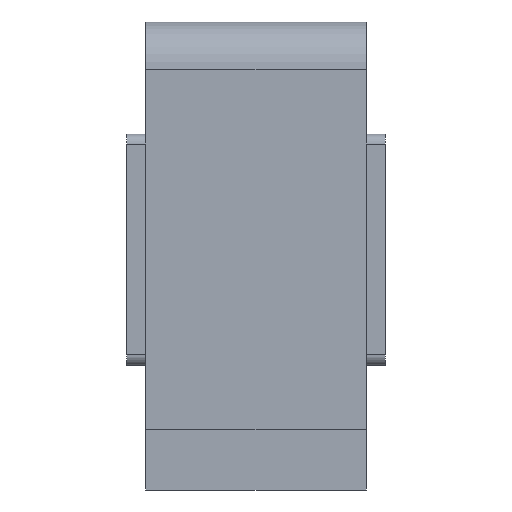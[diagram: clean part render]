
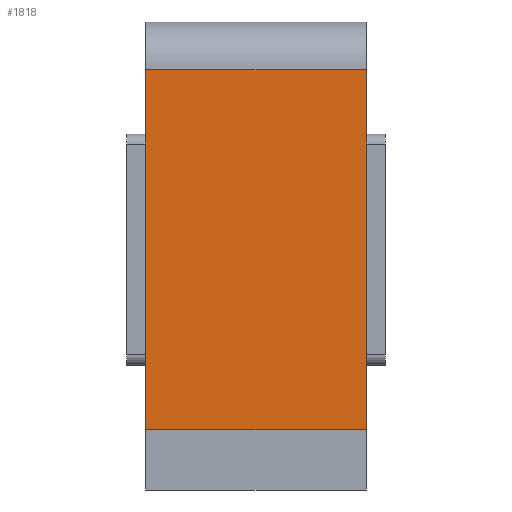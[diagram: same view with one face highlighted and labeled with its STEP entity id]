
A CAD part, front view. The second image highlights one B-rep face of the part: STEP entity #1818.
In plain terms, the highlighted planar face has unit normal (0, -1, 0).
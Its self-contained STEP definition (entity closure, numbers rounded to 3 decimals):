
#274 = EDGE_CURVE ( 'NONE', #12916, #3050, #608, .T. ) ;
#411 = ORIENTED_EDGE ( 'NONE', *, *, #11778, .F. ) ;
#608 = LINE ( 'NONE', #4626, #12298 ) ;
#941 = FACE_OUTER_BOUND ( 'NONE', #8061, .T. ) ;
#1426 = CARTESIAN_POINT ( 'NONE',  ( -11.5, -5.5, 0. ) ) ;
#1648 = LINE ( 'NONE', #1426, #4342 ) ;
#1818 = ADVANCED_FACE ( 'NONE', ( #941 ), #5472, .F. ) ;
#2495 = VERTEX_POINT ( 'NONE', #3761 ) ;
#3050 = VERTEX_POINT ( 'NONE', #13599 ) ;
#3761 = CARTESIAN_POINT ( 'NONE',  ( -11.5, -5.5, 37.5 ) ) ;
#3913 = DIRECTION ( 'NONE',  ( -1., 0., 0. ) ) ;
#4238 = DIRECTION ( 'NONE',  ( 0., 0., -1. ) ) ;
#4334 = ORIENTED_EDGE ( 'NONE', *, *, #274, .F. ) ;
#4342 = VECTOR ( 'NONE', #13482, 1000. ) ;
#4626 = CARTESIAN_POINT ( 'NONE',  ( 11.5, -5.5, 0. ) ) ;
#5298 = DIRECTION ( 'NONE',  ( 0., 1., 0. ) ) ;
#5438 = CARTESIAN_POINT ( 'NONE',  ( 11.5, -5.5, 0. ) ) ;
#5472 = PLANE ( 'NONE',  #13131 ) ;
#5555 = LINE ( 'NONE', #5438, #10499 ) ;
#6030 = ORIENTED_EDGE ( 'NONE', *, *, #7961, .T. ) ;
#7961 = EDGE_CURVE ( 'NONE', #14336, #2495, #13840, .T. ) ;
#8061 = EDGE_LOOP ( 'NONE', ( #11966, #4334, #411, #6030 ) ) ;
#8534 = CARTESIAN_POINT ( 'NONE',  ( 11.5, -5.5, 37.5 ) ) ;
#9566 = CARTESIAN_POINT ( 'NONE',  ( 11.5, -5.5, 0. ) ) ;
#10166 = DIRECTION ( 'NONE',  ( 0., 0., 1. ) ) ;
#10499 = VECTOR ( 'NONE', #4238, 1000. ) ;
#11227 = CARTESIAN_POINT ( 'NONE',  ( 11.5, -5.5, 37.5 ) ) ;
#11778 = EDGE_CURVE ( 'NONE', #14336, #12916, #5555, .T. ) ;
#11966 = ORIENTED_EDGE ( 'NONE', *, *, #13597, .T. ) ;
#12298 = VECTOR ( 'NONE', #13196, 1000. ) ;
#12757 = CARTESIAN_POINT ( 'NONE',  ( 11.5, -5.5, 0. ) ) ;
#12916 = VERTEX_POINT ( 'NONE', #9566 ) ;
#13131 = AXIS2_PLACEMENT_3D ( 'NONE', #12757, #5298, #10166 ) ;
#13196 = DIRECTION ( 'NONE',  ( -1., 0., 0. ) ) ;
#13482 = DIRECTION ( 'NONE',  ( 0., 0., -1. ) ) ;
#13597 = EDGE_CURVE ( 'NONE', #2495, #3050, #1648, .T. ) ;
#13599 = CARTESIAN_POINT ( 'NONE',  ( -11.5, -5.5, 0. ) ) ;
#13840 = LINE ( 'NONE', #11227, #14991 ) ;
#14336 = VERTEX_POINT ( 'NONE', #8534 ) ;
#14991 = VECTOR ( 'NONE', #3913, 1000. ) ;
